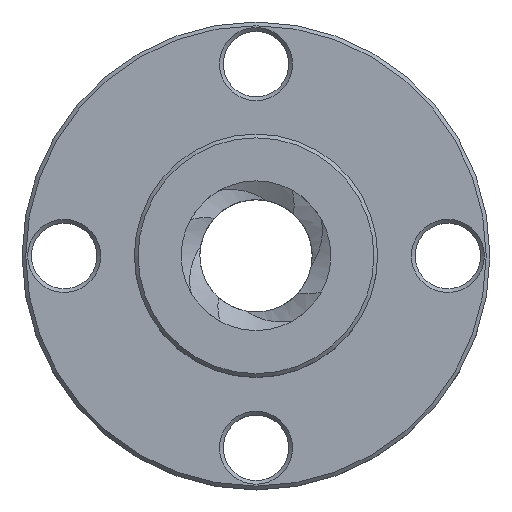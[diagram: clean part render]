
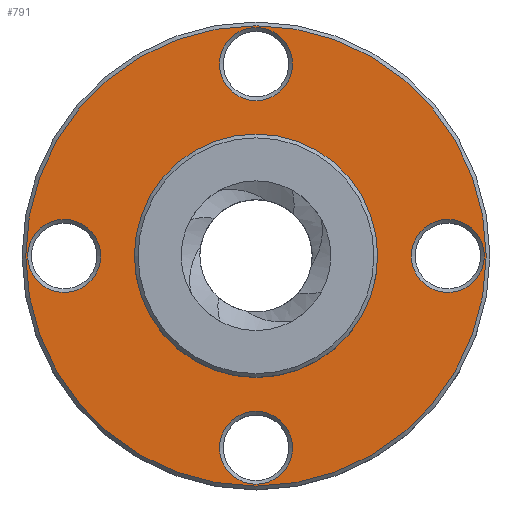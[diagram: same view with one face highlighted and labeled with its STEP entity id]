
A CAD part, top view. The second image highlights one B-rep face of the part: STEP entity #791.
In plain terms, the highlighted planar face has unit normal (0, 0, 1).
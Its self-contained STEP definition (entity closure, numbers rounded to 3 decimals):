
#32=FACE_BOUND('',#136,.T.);
#33=FACE_BOUND('',#137,.T.);
#34=FACE_BOUND('',#138,.T.);
#35=FACE_BOUND('',#139,.T.);
#36=FACE_BOUND('',#140,.T.);
#39=PLANE('',#884);
#78=FACE_OUTER_BOUND('',#135,.T.);
#135=EDGE_LOOP('',(#592));
#136=EDGE_LOOP('',(#593));
#137=EDGE_LOOP('',(#594));
#138=EDGE_LOOP('',(#595));
#139=EDGE_LOOP('',(#596));
#140=EDGE_LOOP('',(#597));
#200=CIRCLE('',#883,1.95);
#201=CIRCLE('',#885,12.3);
#202=CIRCLE('',#886,1.95);
#203=CIRCLE('',#887,1.95);
#204=CIRCLE('',#888,6.5);
#205=CIRCLE('',#889,1.95);
#365=VERTEX_POINT('',#1391);
#366=VERTEX_POINT('',#1395);
#367=VERTEX_POINT('',#1397);
#368=VERTEX_POINT('',#1399);
#369=VERTEX_POINT('',#1401);
#370=VERTEX_POINT('',#1403);
#448=EDGE_CURVE('',#365,#365,#200,.T.);
#450=EDGE_CURVE('',#366,#366,#201,.T.);
#451=EDGE_CURVE('',#367,#367,#202,.T.);
#452=EDGE_CURVE('',#368,#368,#203,.T.);
#453=EDGE_CURVE('',#369,#369,#204,.T.);
#454=EDGE_CURVE('',#370,#370,#205,.T.);
#592=ORIENTED_EDGE('',*,*,#450,.F.);
#593=ORIENTED_EDGE('',*,*,#451,.F.);
#594=ORIENTED_EDGE('',*,*,#452,.F.);
#595=ORIENTED_EDGE('',*,*,#453,.T.);
#596=ORIENTED_EDGE('',*,*,#454,.F.);
#597=ORIENTED_EDGE('',*,*,#448,.F.);
#791=ADVANCED_FACE('',(#78,#32,#33,#34,#35,#36),#39,.T.);
#883=AXIS2_PLACEMENT_3D('',#1392,#1038,#1039);
#884=AXIS2_PLACEMENT_3D('',#1394,#1041,#1042);
#885=AXIS2_PLACEMENT_3D('',#1396,#1043,#1044);
#886=AXIS2_PLACEMENT_3D('',#1398,#1045,#1046);
#887=AXIS2_PLACEMENT_3D('',#1400,#1047,#1048);
#888=AXIS2_PLACEMENT_3D('',#1402,#1049,#1050);
#889=AXIS2_PLACEMENT_3D('',#1404,#1051,#1052);
#1038=DIRECTION('center_axis',(0.,0.,1.));
#1039=DIRECTION('ref_axis',(1.,0.,0.));
#1041=DIRECTION('center_axis',(0.,0.,1.));
#1042=DIRECTION('ref_axis',(1.,0.,0.));
#1043=DIRECTION('center_axis',(0.,0.,-1.));
#1044=DIRECTION('ref_axis',(1.,0.,0.));
#1045=DIRECTION('center_axis',(0.,0.,1.));
#1046=DIRECTION('ref_axis',(1.,0.,0.));
#1047=DIRECTION('center_axis',(0.,0.,1.));
#1048=DIRECTION('ref_axis',(1.,0.,0.));
#1049=DIRECTION('center_axis',(0.,0.,-1.));
#1050=DIRECTION('ref_axis',(1.,0.,0.));
#1051=DIRECTION('center_axis',(0.,0.,1.));
#1052=DIRECTION('ref_axis',(1.,0.,0.));
#1391=CARTESIAN_POINT('',(-1.95,-10.25,4.));
#1392=CARTESIAN_POINT('Origin',(0.,-10.25,4.));
#1394=CARTESIAN_POINT('Origin',(0.,0.,4.));
#1395=CARTESIAN_POINT('',(-12.3,0.,4.));
#1396=CARTESIAN_POINT('Origin',(0.,0.,4.));
#1397=CARTESIAN_POINT('',(8.3,0.,4.));
#1398=CARTESIAN_POINT('Origin',(10.25,0.,4.));
#1399=CARTESIAN_POINT('',(-12.2,0.,4.));
#1400=CARTESIAN_POINT('Origin',(-10.25,0.,4.));
#1401=CARTESIAN_POINT('',(-6.5,0.,4.));
#1402=CARTESIAN_POINT('Origin',(0.,0.,4.));
#1403=CARTESIAN_POINT('',(-1.95,10.25,4.));
#1404=CARTESIAN_POINT('Origin',(0.,10.25,4.));
